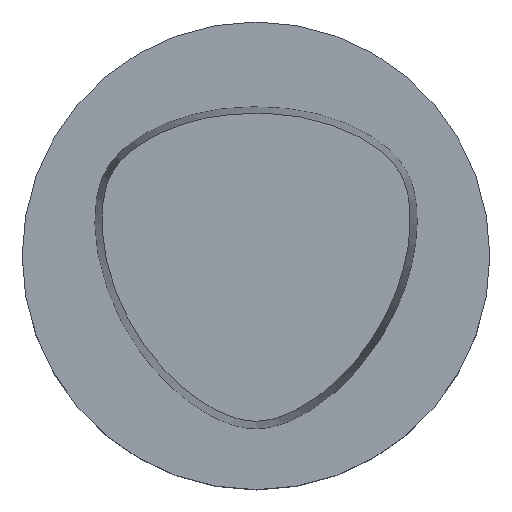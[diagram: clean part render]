
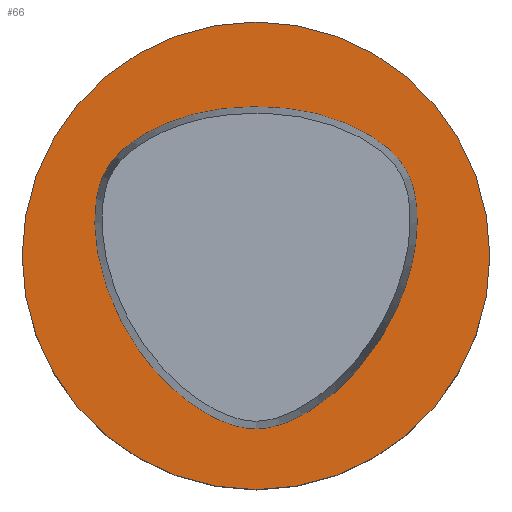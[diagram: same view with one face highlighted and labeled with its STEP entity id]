
A CAD part, top view. The second image highlights one B-rep face of the part: STEP entity #66.
In plain terms, the highlighted planar face has unit normal (0, 0, 1).
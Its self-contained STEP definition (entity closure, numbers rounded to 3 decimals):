
#46=EDGE_CURVE('Unnamed[1]',#107,#107,#108,.T.);
#48=EDGE_CURVE('Unnamed[1]',#110,#110,#111,.T.);
#66=ADVANCED_FACE('Unnamed[1]',(#136,#137),#138,.T.);
#107=VERTEX_POINT('',#227);
#108=CIRCLE('',#228,40.0);
#110=VERTEX_POINT('',#231);
#111=B_SPLINE_CURVE_WITH_KNOTS('',3,(#232,#233,#234,#235,#236,#237,#238,#239,#240,#241,#242,#243,#244,#245,#246,#247,#248,#249,#250,#251,#252,#253,#254,#255,#256,#257,#258,#259,#260,#261,#262,#263,#264,#265,#266,#267,#268,#269,#270,#271,#272,#273,#274,#275,#276,#277,#278,#279,#280,#281,#282,#283,#284,#285,#286,#287,#288,#289,#290,#291,#292,#293,#294,#295,#296,#297,#298,#299,#300,#301,#302,#303,#304,#305,#306,#307,#308,#309,#310,#311,#312,#313,#314,#315,#316,#317,#318,#319,#320,#321,#322,#323,#324,#325,#326,#327),.UNSPECIFIED.,.T.,.F.,(4,2,2,2,2,2,2,2,2,2,2,2,2,2,2,2,2,2,2,2,2,2,2,2,2,2,2,2,2,2,2,2,2,2,2,2,2,2,2,2,2,2,2,2,2,2,2,4),(0.0,0.023,0.046,0.069,0.091,0.112,0.133,0.153,0.173,0.194,0.214,0.235,0.257,0.279,0.302,0.326,0.349,0.372,0.395,0.417,0.439,0.459,0.48,0.5,0.52,0.541,0.561,0.583,0.605,0.628,0.651,0.674,0.698,0.721,0.743,0.765,0.786,0.806,0.827,0.847,0.867,0.888,0.909,0.931,0.954,0.977,1.,1.0),.UNSPECIFIED.);
#136=FACE_BOUND('',#362,.T.);
#137=FACE_OUTER_BOUND('',#363,.T.);
#138=PLANE('',#364);
#227=CARTESIAN_POINT('',(0.,40.0,0.));
#228=AXIS2_PLACEMENT_3D('',#782,#783,#784);
#231=CARTESIAN_POINT('',(-0.002,-29.575,0.));
#232=CARTESIAN_POINT('',(-0.002,-29.575,0.));
#233=CARTESIAN_POINT('',(-1.344,-29.594,0.));
#234=CARTESIAN_POINT('',(-2.687,-29.333,0.));
#235=CARTESIAN_POINT('',(-5.261,-28.54,0.));
#236=CARTESIAN_POINT('',(-6.491,-28.009,0.));
#237=CARTESIAN_POINT('',(-8.829,-26.78,0.));
#238=CARTESIAN_POINT('',(-9.938,-26.086,0.));
#239=CARTESIAN_POINT('',(-12.031,-24.593,0.));
#240=CARTESIAN_POINT('',(-13.017,-23.798,0.));
#241=CARTESIAN_POINT('',(-14.873,-22.138,0.0));
#242=CARTESIAN_POINT('',(-15.746,-21.276,0.0));
#243=CARTESIAN_POINT('',(-17.388,-19.499,0.));
#244=CARTESIAN_POINT('',(-18.159,-18.587,0.));
#245=CARTESIAN_POINT('',(-19.609,-16.715,0.0));
#246=CARTESIAN_POINT('',(-20.29,-15.757,0.));
#247=CARTESIAN_POINT('',(-21.566,-13.798,0.0));
#248=CARTESIAN_POINT('',(-22.162,-12.796,0.));
#249=CARTESIAN_POINT('',(-23.275,-10.743,0.));
#250=CARTESIAN_POINT('',(-23.791,-9.693,0.));
#251=CARTESIAN_POINT('',(-24.742,-7.538,0.));
#252=CARTESIAN_POINT('',(-25.176,-6.433,0.));
#253=CARTESIAN_POINT('',(-25.955,-4.164,0.));
#254=CARTESIAN_POINT('',(-26.299,-2.998,0.0));
#255=CARTESIAN_POINT('',(-26.882,-0.603,0.0));
#256=CARTESIAN_POINT('',(-27.119,0.627,0.0));
#257=CARTESIAN_POINT('',(-27.461,3.147,0.0));
#258=CARTESIAN_POINT('',(-27.561,4.438,0.0));
#259=CARTESIAN_POINT('',(-27.586,7.058,0.0));
#260=CARTESIAN_POINT('',(-27.506,8.387,0.0));
#261=CARTESIAN_POINT('',(-27.095,11.035,0.0));
#262=CARTESIAN_POINT('',(-26.763,12.355,0.0));
#263=CARTESIAN_POINT('',(-25.672,14.812,0.0));
#264=CARTESIAN_POINT('',(-24.915,15.951,0.0));
#265=CARTESIAN_POINT('',(-23.121,17.957,0.0));
#266=CARTESIAN_POINT('',(-22.084,18.824,0.0));
#267=CARTESIAN_POINT('',(-19.909,20.362,0.0));
#268=CARTESIAN_POINT('',(-18.772,21.035,0.0));
#269=CARTESIAN_POINT('',(-16.457,22.207,0.0));
#270=CARTESIAN_POINT('',(-15.28,22.711,0.0));
#271=CARTESIAN_POINT('',(-12.921,23.586,0.));
#272=CARTESIAN_POINT('',(-11.74,23.96,0.));
#273=CARTESIAN_POINT('',(-9.376,24.574,0.));
#274=CARTESIAN_POINT('',(-8.195,24.816,0.0));
#275=CARTESIAN_POINT('',(-5.839,25.176,0.));
#276=CARTESIAN_POINT('',(-4.665,25.296,0.));
#277=CARTESIAN_POINT('',(-2.331,25.454,0.));
#278=CARTESIAN_POINT('',(-1.172,25.494,0.));
#279=CARTESIAN_POINT('',(1.155,25.495,0.));
#280=CARTESIAN_POINT('',(2.323,25.455,0.));
#281=CARTESIAN_POINT('',(4.665,25.296,0.));
#282=CARTESIAN_POINT('',(5.838,25.175,0.));
#283=CARTESIAN_POINT('',(8.194,24.815,0.0));
#284=CARTESIAN_POINT('',(9.377,24.574,0.));
#285=CARTESIAN_POINT('',(11.74,23.96,0.));
#286=CARTESIAN_POINT('',(12.92,23.585,0.0));
#287=CARTESIAN_POINT('',(15.28,22.711,0.));
#288=CARTESIAN_POINT('',(16.457,22.207,0.));
#289=CARTESIAN_POINT('',(18.773,21.035,0.));
#290=CARTESIAN_POINT('',(19.909,20.362,0.));
#291=CARTESIAN_POINT('',(22.084,18.824,0.0));
#292=CARTESIAN_POINT('',(23.121,17.957,0.));
#293=CARTESIAN_POINT('',(24.915,15.951,0.));
#294=CARTESIAN_POINT('',(25.673,14.812,0.));
#295=CARTESIAN_POINT('',(26.763,12.355,0.0));
#296=CARTESIAN_POINT('',(27.095,11.035,0.));
#297=CARTESIAN_POINT('',(27.506,8.387,0.));
#298=CARTESIAN_POINT('',(27.586,7.058,0.0));
#299=CARTESIAN_POINT('',(27.561,4.438,0.));
#300=CARTESIAN_POINT('',(27.46,3.147,0.));
#301=CARTESIAN_POINT('',(27.119,0.627,0.0));
#302=CARTESIAN_POINT('',(26.882,-0.603,0.0));
#303=CARTESIAN_POINT('',(26.299,-2.998,0.0));
#304=CARTESIAN_POINT('',(25.955,-4.164,0.0));
#305=CARTESIAN_POINT('',(25.176,-6.433,0.0));
#306=CARTESIAN_POINT('',(24.742,-7.538,0.0));
#307=CARTESIAN_POINT('',(23.791,-9.693,0.0));
#308=CARTESIAN_POINT('',(23.275,-10.743,0.0));
#309=CARTESIAN_POINT('',(22.162,-12.795,0.0));
#310=CARTESIAN_POINT('',(21.566,-13.798,0.0));
#311=CARTESIAN_POINT('',(20.29,-15.757,0.0));
#312=CARTESIAN_POINT('',(19.609,-16.715,0.0));
#313=CARTESIAN_POINT('',(18.159,-18.586,0.0));
#314=CARTESIAN_POINT('',(17.388,-19.5,0.0));
#315=CARTESIAN_POINT('',(15.746,-21.276,0.0));
#316=CARTESIAN_POINT('',(14.873,-22.138,0.0));
#317=CARTESIAN_POINT('',(13.016,-23.798,0.0));
#318=CARTESIAN_POINT('',(12.031,-24.593,0.));
#319=CARTESIAN_POINT('',(9.938,-26.085,0.));
#320=CARTESIAN_POINT('',(8.829,-26.777,0.));
#321=CARTESIAN_POINT('',(6.491,-28.012,0.0));
#322=CARTESIAN_POINT('',(5.261,-28.55,0.));
#323=CARTESIAN_POINT('',(2.687,-29.323,0.));
#324=CARTESIAN_POINT('',(1.343,-29.556,0.0));
#325=CARTESIAN_POINT('',(-0.001,-29.575,0.));
#326=CARTESIAN_POINT('',(-0.001,-29.575,0.));
#327=CARTESIAN_POINT('',(-0.002,-29.575,0.));
#362=EDGE_LOOP('',(#809));
#363=EDGE_LOOP('',(#810));
#364=AXIS2_PLACEMENT_3D('',#811,#812,#813);
#782=CARTESIAN_POINT('',(0.,0.,0.));
#783=DIRECTION('',(0.,0.,-1.0));
#784=DIRECTION('',(0.,1.0,0.));
#809=ORIENTED_EDGE('',*,*,#48,.T.);
#810=ORIENTED_EDGE('',*,*,#46,.F.);
#811=CARTESIAN_POINT('',(0.,20.0,0.));
#812=DIRECTION('',(0.,0.,1.0));
#813=DIRECTION('',(0.,-1.0,0.));
